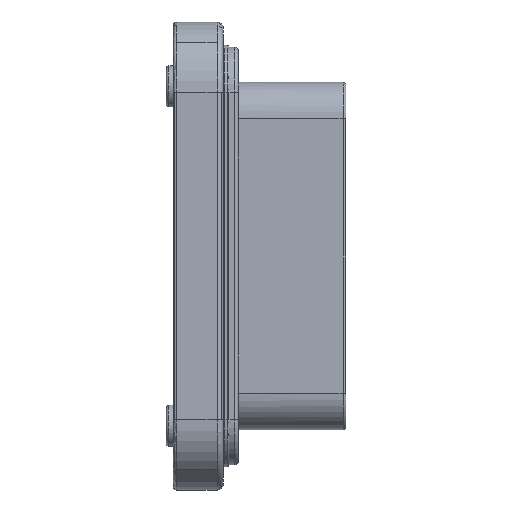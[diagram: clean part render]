
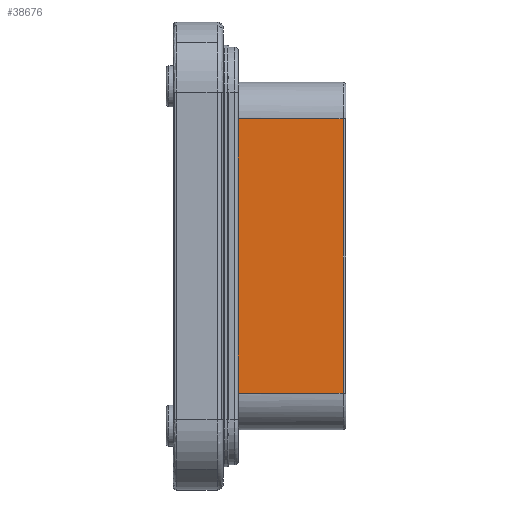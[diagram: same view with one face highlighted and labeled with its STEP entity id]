
A CAD part, front view. The second image highlights one B-rep face of the part: STEP entity #38676.
In plain terms, the highlighted planar face has unit normal (0, -1, 0).
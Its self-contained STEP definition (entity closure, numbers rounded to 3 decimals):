
#449 = VERTEX_POINT ( 'NONE', #2537 ) ;
#602 = CARTESIAN_POINT ( 'NONE',  ( 2.65, -11.8, -16.5 ) ) ;
#878 = ORIENTED_EDGE ( 'NONE', *, *, #11114, .F. ) ;
#965 = VERTEX_POINT ( 'NONE', #28785 ) ;
#1149 = EDGE_CURVE ( 'NONE', #25014, #34724, #33870, .T. ) ;
#1355 = CARTESIAN_POINT ( 'NONE',  ( 3.65, -11.8, -28. ) ) ;
#1361 = ORIENTED_EDGE ( 'NONE', *, *, #1149, .F. ) ;
#1496 = DIRECTION ( 'NONE',  ( 0., 0., 1. ) ) ;
#1720 = VECTOR ( 'NONE', #42371, 1000. ) ;
#1915 = DIRECTION ( 'NONE',  ( 0., 0., 1. ) ) ;
#1983 = DIRECTION ( 'NONE',  ( 0., 0., 1. ) ) ;
#2113 = AXIS2_PLACEMENT_3D ( 'NONE', #17696, #4226, #35249 ) ;
#2537 = CARTESIAN_POINT ( 'NONE',  ( 2.65, -11.8, -25.5 ) ) ;
#2569 = VECTOR ( 'NONE', #34331, 1000. ) ;
#4226 = DIRECTION ( 'NONE',  ( 0., -1., 0. ) ) ;
#4651 = LINE ( 'NONE', #10921, #2569 ) ;
#5010 = CARTESIAN_POINT ( 'NONE',  ( 2.65, -11.8, -54.5 ) ) ;
#5047 = EDGE_CURVE ( 'NONE', #16421, #36130, #4651, .T. ) ;
#5180 = VERTEX_POINT ( 'NONE', #5010 ) ;
#5676 = LINE ( 'NONE', #12001, #25130 ) ;
#7872 = LINE ( 'NONE', #19289, #42394 ) ;
#8038 = EDGE_CURVE ( 'NONE', #9436, #25014, #28056, .T. ) ;
#8298 = ORIENTED_EDGE ( 'NONE', *, *, #34929, .F. ) ;
#8508 = ORIENTED_EDGE ( 'NONE', *, *, #5047, .T. ) ;
#8859 = VECTOR ( 'NONE', #1983, 1000. ) ;
#9436 = VERTEX_POINT ( 'NONE', #24246 ) ;
#10196 = EDGE_CURVE ( 'NONE', #449, #965, #31062, .T. ) ;
#10921 = CARTESIAN_POINT ( 'NONE',  ( 2.65, -11.8, -30.5 ) ) ;
#11114 = EDGE_CURVE ( 'NONE', #16421, #965, #17876, .T. ) ;
#11968 = VECTOR ( 'NONE', #22791, 1000. ) ;
#12001 = CARTESIAN_POINT ( 'NONE',  ( 2.65, -11.8, -28.25 ) ) ;
#12348 = ORIENTED_EDGE ( 'NONE', *, *, #19402, .F. ) ;
#12817 = EDGE_CURVE ( 'NONE', #9436, #19802, #39633, .T. ) ;
#13442 = LINE ( 'NONE', #20721, #38562 ) ;
#14409 = CARTESIAN_POINT ( 'NONE',  ( 2.8, -11.8, -63.5 ) ) ;
#16421 = VERTEX_POINT ( 'NONE', #23688 ) ;
#16785 = ORIENTED_EDGE ( 'NONE', *, *, #8038, .F. ) ;
#17132 = DIRECTION ( 'NONE',  ( 0., 0., -1. ) ) ;
#17516 = ORIENTED_EDGE ( 'NONE', *, *, #21812, .F. ) ;
#17696 = CARTESIAN_POINT ( 'NONE',  ( 2.8, -11.8, -16.5 ) ) ;
#17876 = LINE ( 'NONE', #1355, #31021 ) ;
#17928 = CARTESIAN_POINT ( 'NONE',  ( 2.65, -11.8, -30.5 ) ) ;
#18652 = ORIENTED_EDGE ( 'NONE', *, *, #12817, .T. ) ;
#19289 = CARTESIAN_POINT ( 'NONE',  ( 2.65, -11.8, -28.25 ) ) ;
#19402 = EDGE_CURVE ( 'NONE', #449, #19802, #5676, .T. ) ;
#19511 = VERTEX_POINT ( 'NONE', #39524 ) ;
#19802 = VERTEX_POINT ( 'NONE', #602 ) ;
#20721 = CARTESIAN_POINT ( 'NONE',  ( 3.65, -11.8, -52. ) ) ;
#20757 = DIRECTION ( 'NONE',  ( -1., 0., 0. ) ) ;
#20770 = VECTOR ( 'NONE', #17132, 1000. ) ;
#20856 = DIRECTION ( 'NONE',  ( 0., 0., -1. ) ) ;
#21812 = EDGE_CURVE ( 'NONE', #34724, #5180, #23066, .T. ) ;
#21991 = EDGE_CURVE ( 'NONE', #40670, #19511, #32971, .T. ) ;
#22696 = DIRECTION ( 'NONE',  ( 0., 0., 1. ) ) ;
#22791 = DIRECTION ( 'NONE',  ( -1., 0., 0. ) ) ;
#23066 = LINE ( 'NONE', #32423, #8859 ) ;
#23688 = CARTESIAN_POINT ( 'NONE',  ( 3.65, -11.8, -30.5 ) ) ;
#23748 = DIRECTION ( 'NONE',  ( -1., 0., 0. ) ) ;
#24246 = CARTESIAN_POINT ( 'NONE',  ( 21.55, -11.8, -16.5 ) ) ;
#24517 = VECTOR ( 'NONE', #20757, 1000. ) ;
#24591 = EDGE_CURVE ( 'NONE', #40670, #41095, #13442, .T. ) ;
#25014 = VERTEX_POINT ( 'NONE', #40391 ) ;
#25130 = VECTOR ( 'NONE', #1915, 1000. ) ;
#27064 = ORIENTED_EDGE ( 'NONE', *, *, #24591, .T. ) ;
#28045 = ORIENTED_EDGE ( 'NONE', *, *, #10196, .T. ) ;
#28056 = LINE ( 'NONE', #34252, #20770 ) ;
#28785 = CARTESIAN_POINT ( 'NONE',  ( 3.65, -11.8, -25.5 ) ) ;
#29209 = ORIENTED_EDGE ( 'NONE', *, *, #41442, .F. ) ;
#31021 = VECTOR ( 'NONE', #1496, 1000. ) ;
#31062 = LINE ( 'NONE', #36398, #1720 ) ;
#31088 = ORIENTED_EDGE ( 'NONE', *, *, #21991, .F. ) ;
#32423 = CARTESIAN_POINT ( 'NONE',  ( 2.65, -11.8, -28.25 ) ) ;
#32478 = EDGE_LOOP ( 'NONE', ( #12348, #28045, #878, #8508, #29209, #31088, #27064, #8298, #17516, #1361, #16785, #18652 ) ) ;
#32646 = FACE_OUTER_BOUND ( 'NONE', #32478, .T. ) ;
#32971 = LINE ( 'NONE', #42791, #11968 ) ;
#33533 = LINE ( 'NONE', #36519, #41345 ) ;
#33796 = CARTESIAN_POINT ( 'NONE',  ( 3.65, -11.8, -49.5 ) ) ;
#33870 = LINE ( 'NONE', #14409, #24517 ) ;
#34252 = CARTESIAN_POINT ( 'NONE',  ( 21.55, -11.8, -28.25 ) ) ;
#34331 = DIRECTION ( 'NONE',  ( -1., 0., 0. ) ) ;
#34724 = VERTEX_POINT ( 'NONE', #41207 ) ;
#34929 = EDGE_CURVE ( 'NONE', #5180, #41095, #33533, .T. ) ;
#35249 = DIRECTION ( 'NONE',  ( 0., 0., 1. ) ) ;
#36130 = VERTEX_POINT ( 'NONE', #17928 ) ;
#36398 = CARTESIAN_POINT ( 'NONE',  ( 2.65, -11.8, -25.5 ) ) ;
#36519 = CARTESIAN_POINT ( 'NONE',  ( 2.65, -11.8, -54.5 ) ) ;
#36604 = CARTESIAN_POINT ( 'NONE',  ( 3.65, -11.8, -54.5 ) ) ;
#37172 = CARTESIAN_POINT ( 'NONE',  ( 2.8, -11.8, -16.5 ) ) ;
#38562 = VECTOR ( 'NONE', #20856, 1000. ) ;
#38676 = ADVANCED_FACE ( 'NONE', ( #32646 ), #41096, .T. ) ;
#39524 = CARTESIAN_POINT ( 'NONE',  ( 2.65, -11.8, -49.5 ) ) ;
#39633 = LINE ( 'NONE', #37172, #41176 ) ;
#40391 = CARTESIAN_POINT ( 'NONE',  ( 21.55, -11.8, -63.5 ) ) ;
#40670 = VERTEX_POINT ( 'NONE', #33796 ) ;
#41095 = VERTEX_POINT ( 'NONE', #36604 ) ;
#41096 = PLANE ( 'NONE',  #2113 ) ;
#41176 = VECTOR ( 'NONE', #23748, 1000. ) ;
#41207 = CARTESIAN_POINT ( 'NONE',  ( 2.65, -11.8, -63.5 ) ) ;
#41345 = VECTOR ( 'NONE', #43097, 1000. ) ;
#41442 = EDGE_CURVE ( 'NONE', #19511, #36130, #7872, .T. ) ;
#42371 = DIRECTION ( 'NONE',  ( 1., 0., 0. ) ) ;
#42394 = VECTOR ( 'NONE', #22696, 1000. ) ;
#42791 = CARTESIAN_POINT ( 'NONE',  ( 2.65, -11.8, -49.5 ) ) ;
#43097 = DIRECTION ( 'NONE',  ( 1., 0., 0. ) ) ;
